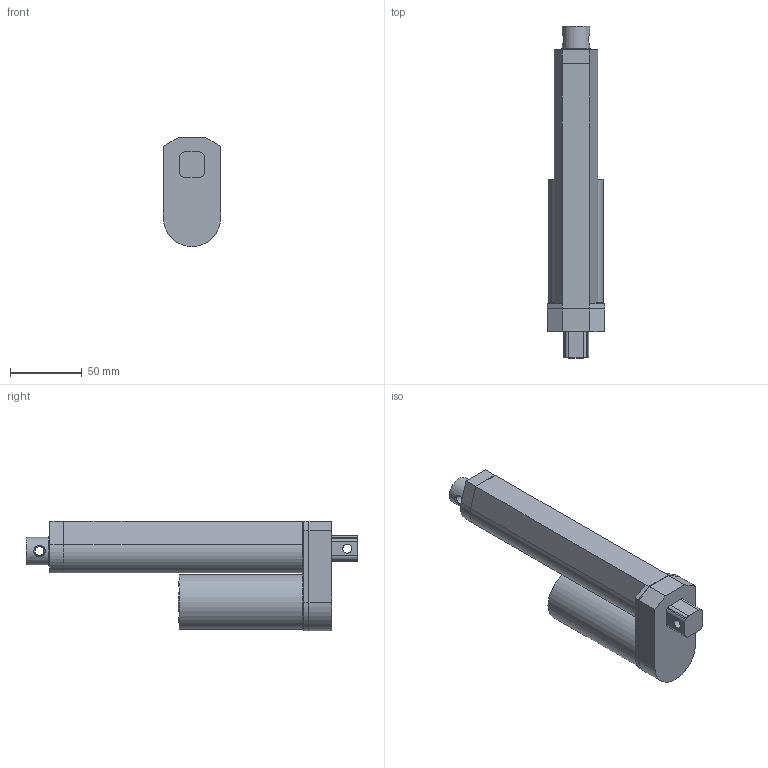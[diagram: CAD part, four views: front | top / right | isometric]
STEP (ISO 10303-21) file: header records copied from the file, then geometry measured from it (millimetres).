
FILE_DESCRIPTION(('FreeCAD Model'),'2;1');
FILE_NAME('FA-XXX-S-12-4.step' ,'2017-05-16T09:48:42',('Technical Support'),( 'Firgelli Automations Inc'),'Open CASCADE STEP processor 6.8', 'FreeCAD','Unknown');
FILE_SCHEMA(('AUTOMOTIVE_DESIGN_CC2 { 1 2 10303 214 -1 1 5 4 }'));
Length unit declared in the file: millimetre
Products named in the file (1): FA-150-S-12-4
Bounding box: 39.88 x 231.54 x 76.2 mm (x, y, z)
Volume: 320510 mm3; surface area: 42653.4 mm2
Topology: 1 solids, 1 shells, 73 faces, 197 edges, 135 vertices
Faces by surface type: plane 47, cylinder 24, bspline 2
Full cylindrical faces by diameter (mm): 3.175 x2, 6.35 x2, 12.7 x1, 19.05 x1, 19.812 x1, 38.1 x1, 38.608 x1
Entity records: 8232 total; most frequent: CARTESIAN_POINT 3909, DIRECTION 650, ORIENTED_EDGE 394, PCURVE 394, DEFINITIONAL_REPRESENTATION 394, LINE 385, VECTOR 385, EDGE_CURVE 197
